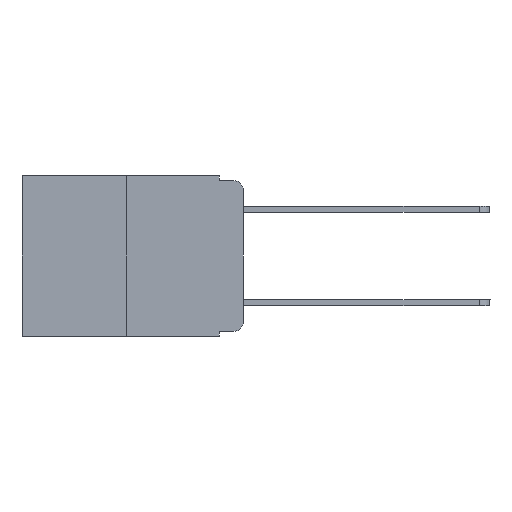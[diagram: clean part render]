
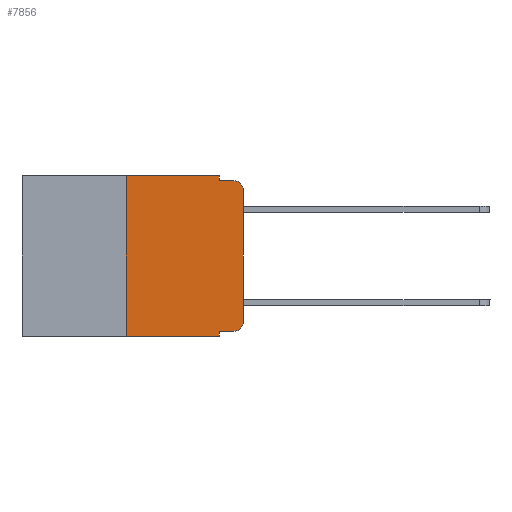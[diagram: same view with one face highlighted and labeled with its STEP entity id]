
A CAD part, left-side view. The second image highlights one B-rep face of the part: STEP entity #7856.
In plain terms, the highlighted planar face has unit normal (-1, 0, 0).
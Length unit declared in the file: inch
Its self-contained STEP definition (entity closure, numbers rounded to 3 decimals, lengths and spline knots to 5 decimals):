
#19 = DIRECTION ( 'NONE',  ( 0., 0., -1. ) ) ;
#36 = ORIENTED_EDGE ( 'NONE', *, *, #6684, .F. ) ;
#92 = EDGE_CURVE ( 'NONE', #2327, #1336, #223, .T. ) ;
#137 = VERTEX_POINT ( 'NONE', #1267 ) ;
#176 = CARTESIAN_POINT ( 'NONE',  ( 0., 0., 0. ) ) ;
#223 = CIRCLE ( 'NONE', #7031, 0.02 ) ;
#347 = CARTESIAN_POINT ( 'NONE',  ( 0., 0.25, 0. ) ) ;
#704 = EDGE_CURVE ( 'NONE', #137, #2327, #9084, .T. ) ;
#927 = ORIENTED_EDGE ( 'NONE', *, *, #1589, .F. ) ;
#965 = VECTOR ( 'NONE', #3245, 39.37008 ) ;
#1100 = CARTESIAN_POINT ( 'NONE',  ( 0., 0.25, -0.343 ) ) ;
#1126 = EDGE_CURVE ( 'NONE', #2768, #4356, #8314, .T. ) ;
#1267 = CARTESIAN_POINT ( 'NONE',  ( 0., 0., -0.313 ) ) ;
#1336 = VERTEX_POINT ( 'NONE', #8735 ) ;
#1451 = CARTESIAN_POINT ( 'NONE',  ( 0., 0.051, -0.333 ) ) ;
#1589 = EDGE_CURVE ( 'NONE', #7899, #4290, #8607, .T. ) ;
#2170 = VECTOR ( 'NONE', #5300, 39.37008 ) ;
#2327 = VERTEX_POINT ( 'NONE', #3449 ) ;
#2415 = CARTESIAN_POINT ( 'NONE',  ( 0., 0.25, 0. ) ) ;
#2440 = ORIENTED_EDGE ( 'NONE', *, *, #7011, .T. ) ;
#2768 = VERTEX_POINT ( 'NONE', #1100 ) ;
#2832 = VECTOR ( 'NONE', #19, 39.37008 ) ;
#2901 = CARTESIAN_POINT ( 'NONE',  ( 0., 0.02, -0.313 ) ) ;
#3092 = VERTEX_POINT ( 'NONE', #4675 ) ;
#3200 = VECTOR ( 'NONE', #9979, 39.37008 ) ;
#3245 = DIRECTION ( 'NONE',  ( 0., 0., 1. ) ) ;
#3331 = CARTESIAN_POINT ( 'NONE',  ( 0., 0.473, 0. ) ) ;
#3449 = CARTESIAN_POINT ( 'NONE',  ( 0., 0., -0.03 ) ) ;
#3676 = CARTESIAN_POINT ( 'NONE',  ( 0., 0.473, -0.343 ) ) ;
#3708 = EDGE_CURVE ( 'NONE', #4356, #7899, #5247, .T. ) ;
#3854 = DIRECTION ( 'NONE',  ( -1., 0., 0. ) ) ;
#3863 = AXIS2_PLACEMENT_3D ( 'NONE', #2901, #10491, #8674 ) ;
#4084 = ORIENTED_EDGE ( 'NONE', *, *, #1126, .F. ) ;
#4212 = DIRECTION ( 'NONE',  ( 1., 0., 0. ) ) ;
#4263 = EDGE_LOOP ( 'NONE', ( #11025, #9210, #36, #927, #10992, #4084, #4934, #6771, #11298, #2440 ) ) ;
#4290 = VERTEX_POINT ( 'NONE', #8124 ) ;
#4342 = VERTEX_POINT ( 'NONE', #1451 ) ;
#4356 = VERTEX_POINT ( 'NONE', #2415 ) ;
#4554 = EDGE_CURVE ( 'NONE', #4342, #7631, #12167, .T. ) ;
#4647 = DIRECTION ( 'NONE',  ( 0., -1., 0. ) ) ;
#4675 = CARTESIAN_POINT ( 'NONE',  ( 0., 0.02, -0.333 ) ) ;
#4811 = LINE ( 'NONE', #3676, #11617 ) ;
#4908 = DIRECTION ( 'NONE',  ( 0., 0., -1. ) ) ;
#4934 = ORIENTED_EDGE ( 'NONE', *, *, #5645, .T. ) ;
#5247 = LINE ( 'NONE', #10531, #6743 ) ;
#5300 = DIRECTION ( 'NONE',  ( 0., -1., 0. ) ) ;
#5613 = CIRCLE ( 'NONE', #3863, 0.02 ) ;
#5645 = EDGE_CURVE ( 'NONE', #2768, #7631, #4811, .T. ) ;
#6126 = AXIS2_PLACEMENT_3D ( 'NONE', #3331, #4212, #10119 ) ;
#6484 = EDGE_CURVE ( 'NONE', #4342, #3092, #9863, .T. ) ;
#6684 = EDGE_CURVE ( 'NONE', #4290, #1336, #7278, .T. ) ;
#6727 = DIRECTION ( 'NONE',  ( 0., -1., 0. ) ) ;
#6743 = VECTOR ( 'NONE', #4647, 39.37008 ) ;
#6771 = ORIENTED_EDGE ( 'NONE', *, *, #4554, .F. ) ;
#6814 = VECTOR ( 'NONE', #6727, 39.37008 ) ;
#7011 = EDGE_CURVE ( 'NONE', #3092, #137, #5613, .T. ) ;
#7031 = AXIS2_PLACEMENT_3D ( 'NONE', #10681, #3854, #4908 ) ;
#7278 = LINE ( 'NONE', #11139, #2170 ) ;
#7382 = VECTOR ( 'NONE', #9883, 39.37008 ) ;
#7631 = VERTEX_POINT ( 'NONE', #11645 ) ;
#7856 = ADVANCED_FACE ( 'NONE', ( #9057 ), #11091, .F. ) ;
#7899 = VERTEX_POINT ( 'NONE', #11923 ) ;
#8124 = CARTESIAN_POINT ( 'NONE',  ( 0., 0.051, -0.01 ) ) ;
#8314 = LINE ( 'NONE', #347, #3200 ) ;
#8607 = LINE ( 'NONE', #8866, #7382 ) ;
#8674 = DIRECTION ( 'NONE',  ( 0., 0., -1. ) ) ;
#8735 = CARTESIAN_POINT ( 'NONE',  ( 0., 0.02, -0.01 ) ) ;
#8806 = CARTESIAN_POINT ( 'NONE',  ( 0., 0.051, -0.333 ) ) ;
#8866 = CARTESIAN_POINT ( 'NONE',  ( 0., 0.051, 0. ) ) ;
#9057 = FACE_OUTER_BOUND ( 'NONE', #4263, .T. ) ;
#9084 = LINE ( 'NONE', #176, #965 ) ;
#9210 = ORIENTED_EDGE ( 'NONE', *, *, #92, .T. ) ;
#9863 = LINE ( 'NONE', #8806, #6814 ) ;
#9883 = DIRECTION ( 'NONE',  ( 0., 0., -1. ) ) ;
#9979 = DIRECTION ( 'NONE',  ( 0., 0., 1. ) ) ;
#10119 = DIRECTION ( 'NONE',  ( 0., 0., -1. ) ) ;
#10393 = DIRECTION ( 'NONE',  ( 0., -1., 0. ) ) ;
#10457 = CARTESIAN_POINT ( 'NONE',  ( 0., 0.051, 0. ) ) ;
#10491 = DIRECTION ( 'NONE',  ( -1., 0., 0. ) ) ;
#10531 = CARTESIAN_POINT ( 'NONE',  ( 0., 0.473, 0. ) ) ;
#10681 = CARTESIAN_POINT ( 'NONE',  ( 0., 0.02, -0.03 ) ) ;
#10992 = ORIENTED_EDGE ( 'NONE', *, *, #3708, .F. ) ;
#11025 = ORIENTED_EDGE ( 'NONE', *, *, #704, .T. ) ;
#11091 = PLANE ( 'NONE',  #6126 ) ;
#11139 = CARTESIAN_POINT ( 'NONE',  ( 0., 0.051, -0.01 ) ) ;
#11298 = ORIENTED_EDGE ( 'NONE', *, *, #6484, .T. ) ;
#11617 = VECTOR ( 'NONE', #10393, 39.37008 ) ;
#11645 = CARTESIAN_POINT ( 'NONE',  ( 0., 0.051, -0.343 ) ) ;
#11923 = CARTESIAN_POINT ( 'NONE',  ( 0., 0.051, 0. ) ) ;
#12167 = LINE ( 'NONE', #10457, #2832 ) ;
